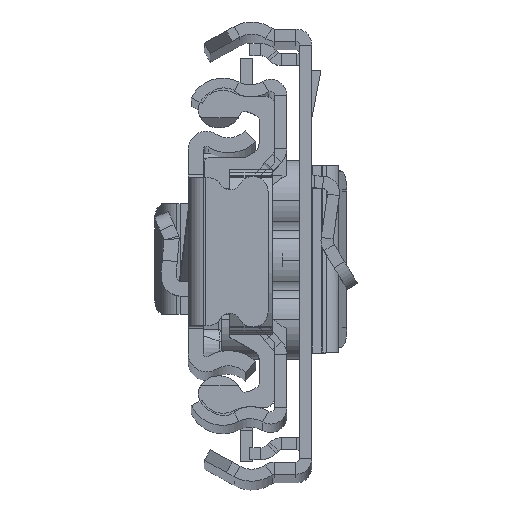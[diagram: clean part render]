
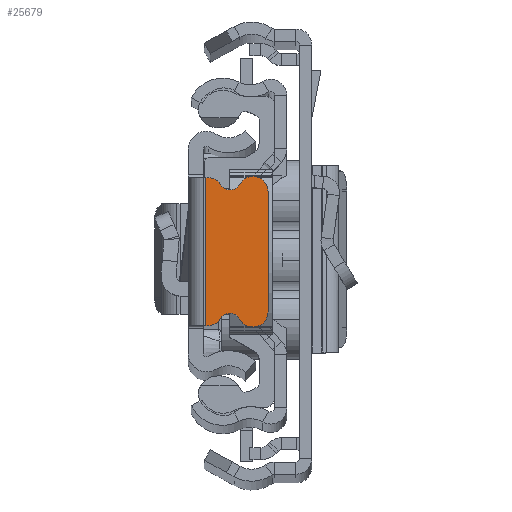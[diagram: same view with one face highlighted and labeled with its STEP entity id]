
A CAD part, top view. The second image highlights one B-rep face of the part: STEP entity #25679.
In plain terms, the highlighted planar face has unit normal (0, 0, 1).
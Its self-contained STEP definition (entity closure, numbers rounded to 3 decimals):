
#7 = CIRCLE ( 'NONE', #5603, 1.1 ) ;
#74 = EDGE_CURVE ( 'NONE', #22747, #6700, #13924, .T. ) ;
#148 = ORIENTED_EDGE ( 'NONE', *, *, #13704, .T. ) ;
#354 = EDGE_CURVE ( 'NONE', #19723, #6700, #2354, .T. ) ;
#371 = DIRECTION ( 'NONE',  ( 0., -1., 0. ) ) ;
#645 = CARTESIAN_POINT ( 'NONE',  ( -1.929, -7.37, 0. ) ) ;
#1077 = DIRECTION ( 'NONE',  ( 1., 0., 0. ) ) ;
#1181 = CARTESIAN_POINT ( 'NONE',  ( -1.929, -5.87, 0. ) ) ;
#1296 = VECTOR ( 'NONE', #11043, 1000. ) ;
#1592 = CARTESIAN_POINT ( 'NONE',  ( -4.142, 7.236, 0. ) ) ;
#1616 = DIRECTION ( 'NONE',  ( -1., 0., 0. ) ) ;
#2171 = ORIENTED_EDGE ( 'NONE', *, *, #20668, .T. ) ;
#2354 = LINE ( 'NONE', #10562, #19104 ) ;
#3241 = CIRCLE ( 'NONE', #16540, 1.5 ) ;
#3323 = DIRECTION ( 'NONE',  ( 0., 0., 1. ) ) ;
#3498 = DIRECTION ( 'NONE',  ( 0., 0., -1. ) ) ;
#3988 = CARTESIAN_POINT ( 'NONE',  ( -1.929, 7.37, 0. ) ) ;
#4827 = EDGE_LOOP ( 'NONE', ( #10691, #4897, #14861, #2171, #148, #14147, #7681, #5352, #16349, #13807 ) ) ;
#4897 = ORIENTED_EDGE ( 'NONE', *, *, #8308, .F. ) ;
#4904 = VECTOR ( 'NONE', #371, 1000. ) ;
#4906 = AXIS2_PLACEMENT_3D ( 'NONE', #20050, #3498, #1616 ) ;
#5236 = LINE ( 'NONE', #13051, #1296 ) ;
#5352 = ORIENTED_EDGE ( 'NONE', *, *, #26515, .T. ) ;
#5488 = DIRECTION ( 'NONE',  ( 0., 0., -1. ) ) ;
#5521 = EDGE_CURVE ( 'NONE', #16226, #19723, #5236, .T. ) ;
#5603 = AXIS2_PLACEMENT_3D ( 'NONE', #1592, #5488, #1077 ) ;
#6386 = CARTESIAN_POINT ( 'NONE',  ( -3.206, 6.658, 0. ) ) ;
#6700 = VERTEX_POINT ( 'NONE', #645 ) ;
#7681 = ORIENTED_EDGE ( 'NONE', *, *, #14125, .T. ) ;
#8308 = EDGE_CURVE ( 'NONE', #17338, #16226, #8986, .T. ) ;
#8432 = LINE ( 'NONE', #10618, #4904 ) ;
#8671 = CARTESIAN_POINT ( 'NONE',  ( -6.429, -6., 0. ) ) ;
#8703 = CARTESIAN_POINT ( 'NONE',  ( -1.929, 7.37, 0. ) ) ;
#8738 = CARTESIAN_POINT ( 'NONE',  ( -6.429, 6., 0. ) ) ;
#8986 = LINE ( 'NONE', #8703, #24053 ) ;
#9576 = CIRCLE ( 'NONE', #23339, 1.5 ) ;
#10125 = CARTESIAN_POINT ( 'NONE',  ( 494.071, 0., 0. ) ) ;
#10194 = VERTEX_POINT ( 'NONE', #26537 ) ;
#10562 = CARTESIAN_POINT ( 'NONE',  ( -1.929, -7.37, 0. ) ) ;
#10618 = CARTESIAN_POINT ( 'NONE',  ( -7.929, -6., 0. ) ) ;
#10691 = ORIENTED_EDGE ( 'NONE', *, *, #5521, .F. ) ;
#11043 = DIRECTION ( 'NONE',  ( 0., -1., 0. ) ) ;
#11357 = AXIS2_PLACEMENT_3D ( 'NONE', #1181, #3323, #15695 ) ;
#11751 = DIRECTION ( 'NONE',  ( 1., 0., 0. ) ) ;
#12589 = DIRECTION ( 'NONE',  ( 1., 0., 0. ) ) ;
#13051 = CARTESIAN_POINT ( 'NONE',  ( -1.75, 0., 0. ) ) ;
#13704 = EDGE_CURVE ( 'NONE', #10194, #24770, #3241, .T. ) ;
#13807 = ORIENTED_EDGE ( 'NONE', *, *, #354, .F. ) ;
#13924 = CIRCLE ( 'NONE', #11357, 1.5 ) ;
#14095 = VERTEX_POINT ( 'NONE', #6386 ) ;
#14115 = VERTEX_POINT ( 'NONE', #24696 ) ;
#14125 = EDGE_CURVE ( 'NONE', #16864, #14115, #26411, .T. ) ;
#14147 = ORIENTED_EDGE ( 'NONE', *, *, #15500, .T. ) ;
#14456 = CARTESIAN_POINT ( 'NONE',  ( -1.75, 7.37, 0. ) ) ;
#14487 = CARTESIAN_POINT ( 'NONE',  ( -7.929, 6., 0. ) ) ;
#14600 = DIRECTION ( 'NONE',  ( 0., 0., 1. ) ) ;
#14724 = DIRECTION ( 'NONE',  ( -1., 0., 0. ) ) ;
#14861 = ORIENTED_EDGE ( 'NONE', *, *, #23135, .T. ) ;
#15500 = EDGE_CURVE ( 'NONE', #24770, #16864, #8432, .T. ) ;
#15695 = DIRECTION ( 'NONE',  ( 1., 0., 0. ) ) ;
#16226 = VERTEX_POINT ( 'NONE', #14456 ) ;
#16349 = ORIENTED_EDGE ( 'NONE', *, *, #74, .T. ) ;
#16540 = AXIS2_PLACEMENT_3D ( 'NONE', #8738, #18706, #16681 ) ;
#16681 = DIRECTION ( 'NONE',  ( -1., 0., 0. ) ) ;
#16864 = VERTEX_POINT ( 'NONE', #18013 ) ;
#17338 = VERTEX_POINT ( 'NONE', #3988 ) ;
#18013 = CARTESIAN_POINT ( 'NONE',  ( -7.929, -6., 0. ) ) ;
#18649 = CIRCLE ( 'NONE', #4906, 1.1 ) ;
#18706 = DIRECTION ( 'NONE',  ( 0., 0., 1. ) ) ;
#18933 = DIRECTION ( 'NONE',  ( 1., 0., 0. ) ) ;
#19104 = VECTOR ( 'NONE', #14724, 1000. ) ;
#19235 = CARTESIAN_POINT ( 'NONE',  ( -1.929, 5.87, 0. ) ) ;
#19502 = DIRECTION ( 'NONE',  ( -1., 0., 0. ) ) ;
#19723 = VERTEX_POINT ( 'NONE', #21285 ) ;
#19907 = AXIS2_PLACEMENT_3D ( 'NONE', #8671, #14600, #12589 ) ;
#20050 = CARTESIAN_POINT ( 'NONE',  ( -4.142, -7.236, 0. ) ) ;
#20668 = EDGE_CURVE ( 'NONE', #14095, #10194, #7, .T. ) ;
#21285 = CARTESIAN_POINT ( 'NONE',  ( -1.75, -7.37, 0. ) ) ;
#22115 = CARTESIAN_POINT ( 'NONE',  ( -3.206, -6.658, 0. ) ) ;
#22357 = PLANE ( 'NONE',  #26346 ) ;
#22747 = VERTEX_POINT ( 'NONE', #22115 ) ;
#23135 = EDGE_CURVE ( 'NONE', #17338, #14095, #9576, .T. ) ;
#23339 = AXIS2_PLACEMENT_3D ( 'NONE', #19235, #25678, #19502 ) ;
#23861 = FACE_OUTER_BOUND ( 'NONE', #4827, .T. ) ;
#24053 = VECTOR ( 'NONE', #18933, 1000. ) ;
#24696 = CARTESIAN_POINT ( 'NONE',  ( -5.109, -6.713, 0. ) ) ;
#24770 = VERTEX_POINT ( 'NONE', #14487 ) ;
#25678 = DIRECTION ( 'NONE',  ( 0., 0., 1. ) ) ;
#25679 = ADVANCED_FACE ( 'NONE', ( #23861 ), #22357, .T. ) ;
#26120 = DIRECTION ( 'NONE',  ( 0., 0., 1. ) ) ;
#26346 = AXIS2_PLACEMENT_3D ( 'NONE', #10125, #26120, #11751 ) ;
#26411 = CIRCLE ( 'NONE', #19907, 1.5 ) ;
#26515 = EDGE_CURVE ( 'NONE', #14115, #22747, #18649, .T. ) ;
#26537 = CARTESIAN_POINT ( 'NONE',  ( -5.109, 6.713, 0. ) ) ;
